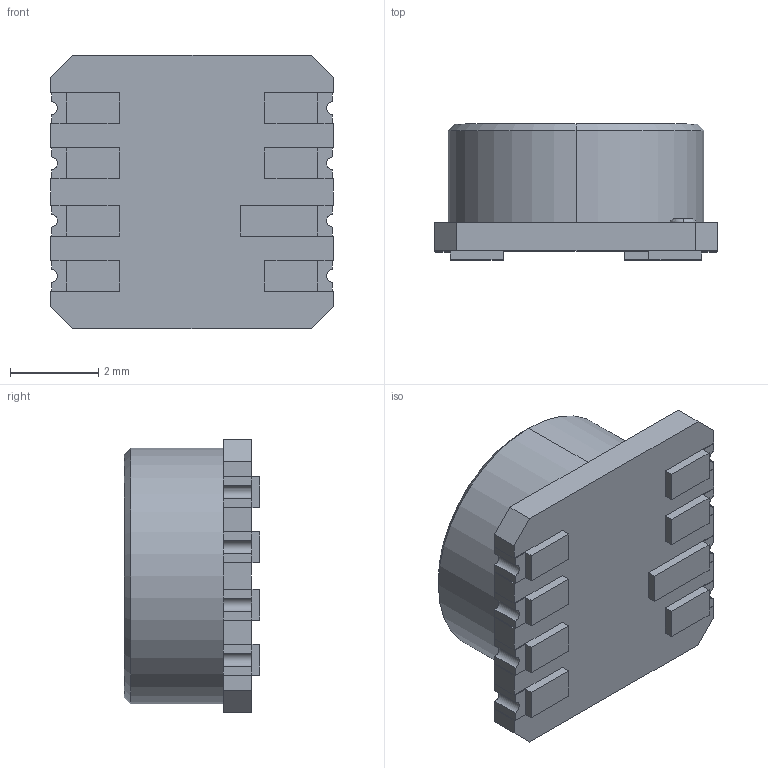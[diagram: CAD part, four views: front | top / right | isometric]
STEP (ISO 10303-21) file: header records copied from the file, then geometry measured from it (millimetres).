
FILE_DESCRIPTION (( 'STEP AP214' ), '1' );
FILE_NAME ('User Library-MS5803-30BA.STEP', '2016-05-10T22:15:31', ( 'Windows User' ), ( '' ), 'SwSTEP 2.0', 'SolidWorks 2016', '' );
FILE_SCHEMA (( 'AUTOMOTIVE_DESIGN' ));
Length unit declared in the file: millimetre
Products named in the file (1): User Library-MS5803-30BA
Bounding box: 6.4 x 3.08 x 6.2 mm (x, y, z)
Volume: 77.5 mm3; surface area: 145.3 mm2
Topology: 1 solids, 1 shells, 119 faces, 322 edges, 208 vertices
Faces by surface type: plane 101, cylinder 12, cone 4, bspline 2
Entity records: 5033 total; most frequent: CARTESIAN_POINT 686, ORIENTED_EDGE 644, DIRECTION 588, EDGE_CURVE 322, LINE 288, VECTOR 288, VERTEX_POINT 208, AXIS2_PLACEMENT_3D 150
